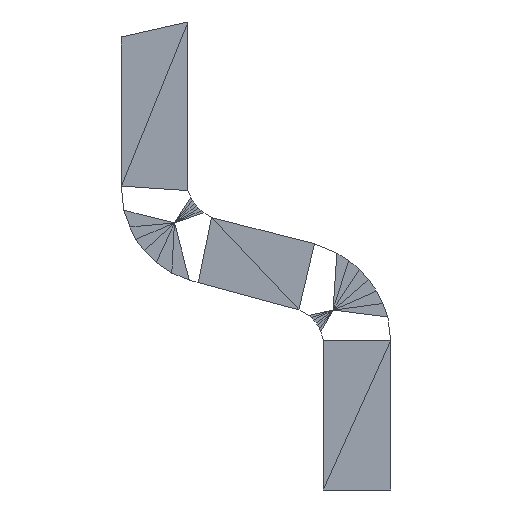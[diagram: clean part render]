
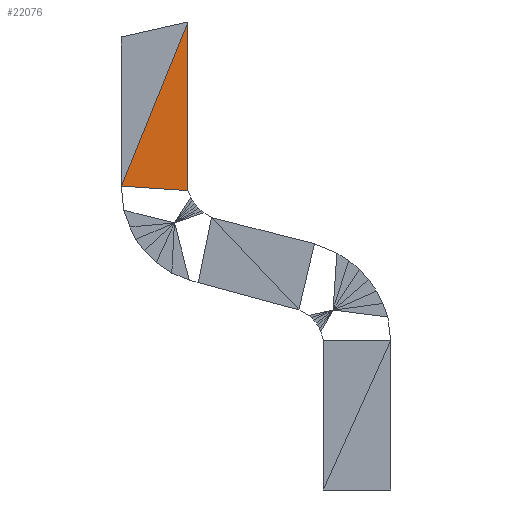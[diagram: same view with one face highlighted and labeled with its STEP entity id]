
A CAD part, left-side view. The second image highlights one B-rep face of the part: STEP entity #22076.
In plain terms, the highlighted planar face has unit normal (-1, 0, 0).
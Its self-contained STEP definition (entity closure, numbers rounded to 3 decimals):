
#1028=FACE_OUTER_BOUND('',#2708,.T.);
#2708=EDGE_LOOP('',(#15706,#15707,#15708));
#5043=LINE('',#33889,#7803);
#5051=LINE('',#33904,#7811);
#5052=LINE('',#33905,#7812);
#7803=VECTOR('',#28160,1.);
#7811=VECTOR('',#28176,1.);
#7812=VECTOR('',#28177,1.);
#9506=VERTEX_POINT('',#33864);
#9510=VERTEX_POINT('',#33880);
#9512=VERTEX_POINT('',#33888);
#11571=EDGE_CURVE('',#9510,#9512,#5043,.T.);
#11579=EDGE_CURVE('',#9506,#9512,#5051,.T.);
#11580=EDGE_CURVE('',#9510,#9506,#5052,.T.);
#15706=ORIENTED_EDGE('',*,*,#11579,.T.);
#15707=ORIENTED_EDGE('',*,*,#11571,.F.);
#15708=ORIENTED_EDGE('',*,*,#11580,.T.);
#18716=PLANE('',#23799);
#22076=ADVANCED_FACE('',(#1028),#18716,.F.);
#23799=AXIS2_PLACEMENT_3D('',#33903,#28174,#28175);
#28160=DIRECTION('',(0.,0.,-1.));
#28174=DIRECTION('center_axis',(1.,0.,0.));
#28175=DIRECTION('ref_axis',(0.,0.,1.));
#28176=DIRECTION('',(0.,-0.998,-0.067));
#28177=DIRECTION('',(0.,0.376,-0.927));
#33864=CARTESIAN_POINT('',(-3.691,-0.002,-2.528));
#33880=CARTESIAN_POINT('',(-3.691,-0.15,-2.164));
#33888=CARTESIAN_POINT('',(-3.691,-0.15,-2.538));
#33889=CARTESIAN_POINT('',(-3.691,-0.15,-2.164));
#33903=CARTESIAN_POINT('Origin',(-3.691,-0.002,-2.528));
#33904=CARTESIAN_POINT('',(-3.691,-0.002,-2.528));
#33905=CARTESIAN_POINT('',(-3.691,-0.15,-2.164));
